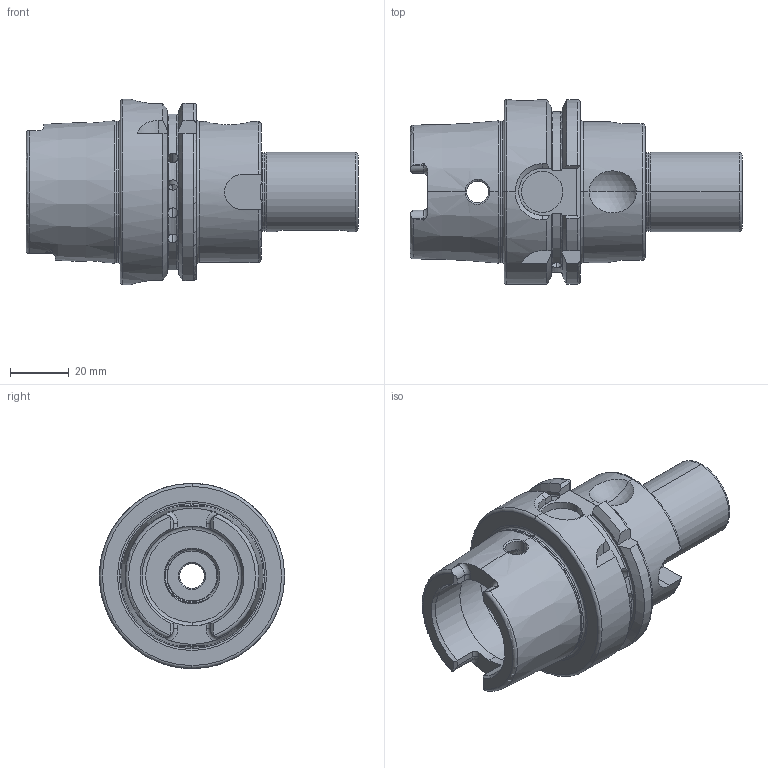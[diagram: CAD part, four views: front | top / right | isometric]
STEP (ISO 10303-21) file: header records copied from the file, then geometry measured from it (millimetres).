
FILE_DESCRIPTION (( 'STEP AP203' ), '1' );
FILE_NAME ('A63.10.27.STEP', '2016-10-12T07:01:54', ( '' ), ( '' ), 'SwSTEP 2.0', 'SolidWorks 2012', '' );
FILE_SCHEMA (( 'CONFIG_CONTROL_DESIGN' ));
Length unit declared in the file: millimetre
Products named in the file (1): A63.10.27
Bounding box: 113 x 63 x 63 mm (x, y, z)
Volume: 129660.8 mm3; surface area: 32552.5 mm2
Topology: 1 solids, 1 shells, 280 faces, 754 edges, 471 vertices
Faces by surface type: cylinder 115, plane 70, torus 40, cone 37, bspline 16, sphere 2
Entity records: 20862 total; most frequent: CARTESIAN_POINT 14369, ORIENTED_EDGE 1488, DIRECTION 1201, EDGE_CURVE 744, AXIS2_PLACEMENT_3D 472, VERTEX_POINT 471, EDGE_LOOP 291, FACE_OUTER_BOUND 280
